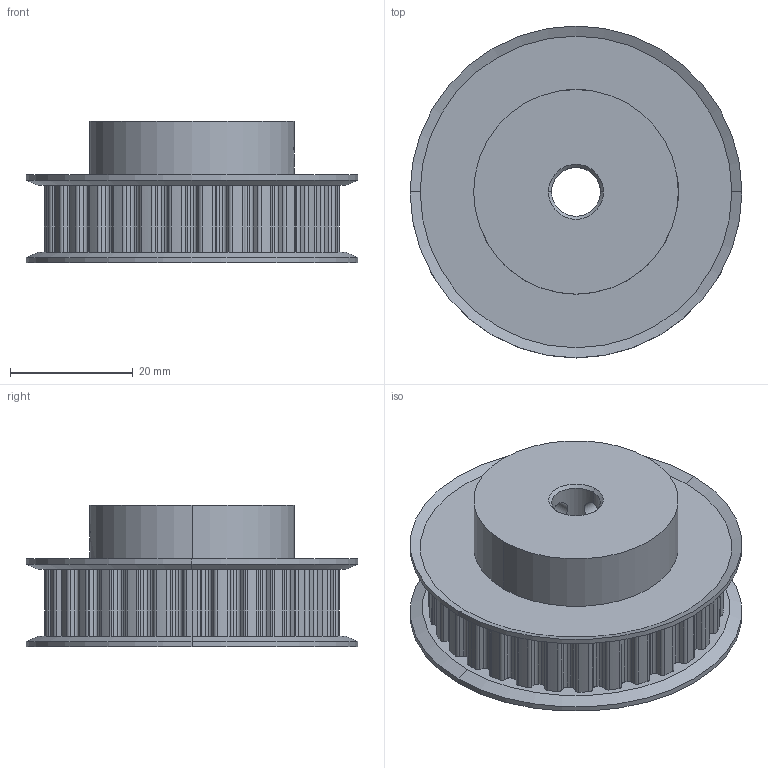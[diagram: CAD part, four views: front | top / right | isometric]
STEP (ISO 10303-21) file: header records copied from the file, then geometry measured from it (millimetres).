
FILE_DESCRIPTION (( 'STEP AP214' ), '1' );
FILE_NAME ('SPB30XL037BF-312.STEP', '2018-05-15T16:09:25', ( '' ), ( '' ), 'SwSTEP 2.0', 'SolidWorks 2017', '' );
FILE_SCHEMA (( 'AUTOMOTIVE_DESIGN' ));
Length unit declared in the file: inch
Products named in the file (1): SPB30XL037BF-312
Bounding box: 54 x 54 x 23.05 mm (x, y, z)
Volume: 31093.8 mm3; surface area: 10080.3 mm2
Topology: 3 solids, 3 shells, 323 faces, 915 edges, 602 vertices
Faces by surface type: cylinder 189, plane 114, cone 20
Entity records: 10933 total; most frequent: CARTESIAN_POINT 2057, DIRECTION 1945, ORIENTED_EDGE 1830, EDGE_CURVE 915, AXIS2_PLACEMENT_3D 714, VERTEX_POINT 602, VECTOR 517, LINE 517
